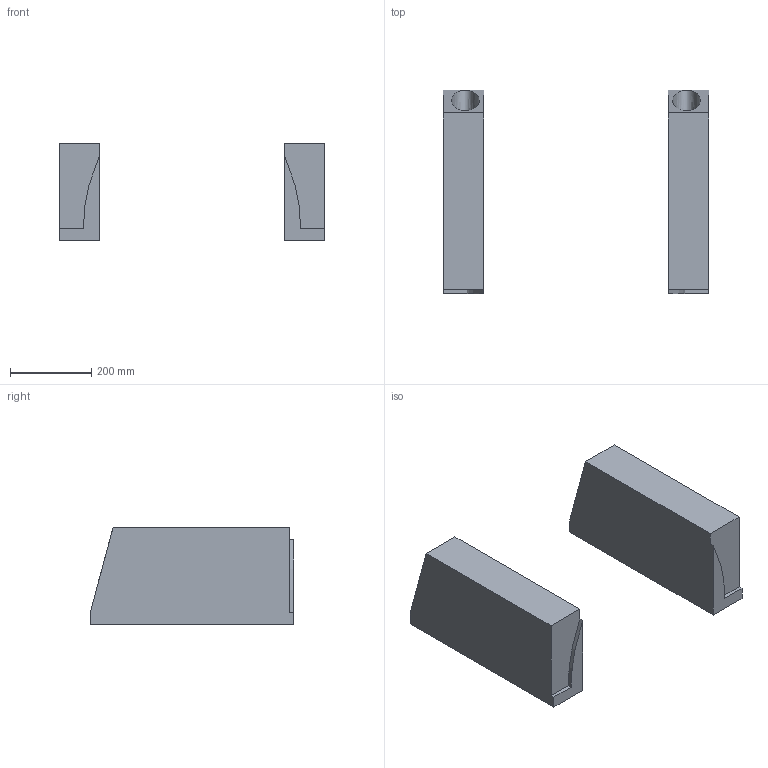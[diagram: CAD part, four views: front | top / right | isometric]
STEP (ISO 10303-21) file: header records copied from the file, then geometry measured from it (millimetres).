
FILE_DESCRIPTION(/* description */ (''),/* implementation_level */ '2;1');
FILE_NAME(/* name */ 'intakeInside20240701 v3.step',/* time_stamp */ '2024-07-04T13:28:38+09:00',/* author */ (''),/* organization */ (''),/* preprocessor_version */ 'ST-DEVELOPER v20',/* originating_system */ 'Autodesk Translation Framework v13.14.0.145',/* authorisation */ '');
FILE_SCHEMA (('AUTOMOTIVE_DESIGN { 1 0 10303 214 3 1 1 }'));
Length unit declared in the file: millimetre
Products named in the file (1): intakeInside20240701
Bounding box: 653.49 x 500 x 240 mm (x, y, z)
Volume: 31720494.5 mm3; surface area: 1193309.8 mm2
Topology: 3 solids, 3 shells, 36 faces, 84 edges, 54 vertices
Faces by surface type: plane 30, bspline 6
Entity records: 1190 total; most frequent: CARTESIAN_POINT 361, ORIENTED_EDGE 168, DIRECTION 146, EDGE_CURVE 84, LINE 72, VECTOR 72, VERTEX_POINT 54, AXIS2_PLACEMENT_3D 37
